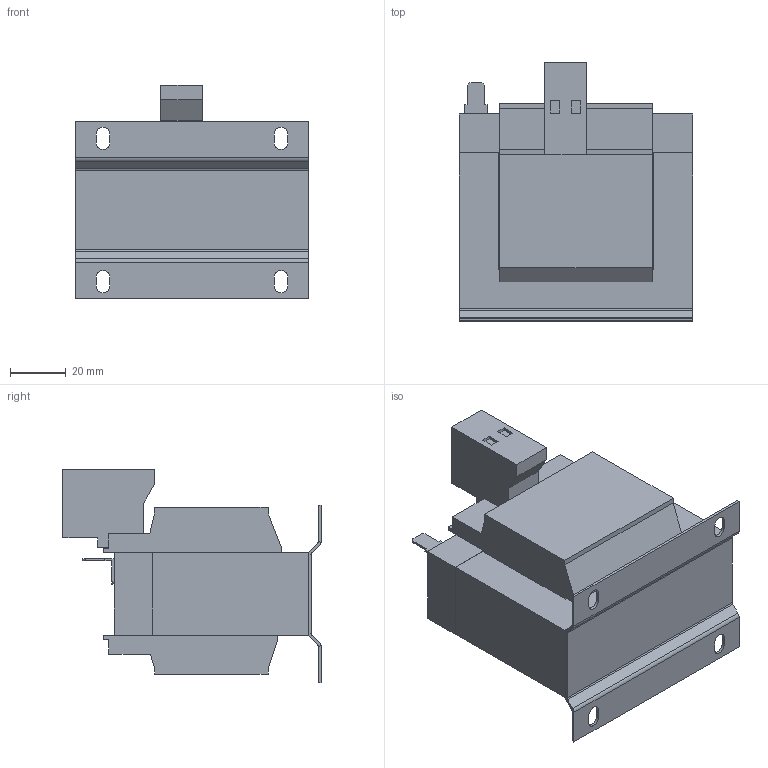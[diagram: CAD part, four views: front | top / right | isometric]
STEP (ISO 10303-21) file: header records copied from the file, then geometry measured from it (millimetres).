
FILE_DESCRIPTION (( 'STEP AP214' ), '1' );
FILE_NAME ('313091.STEP', '2020-11-03T11:37:20', ( '' ), ( '' ), 'SwSTEP 2.0', 'SolidWorks 2018', '' );
FILE_SCHEMA (( 'AUTOMOTIVE_DESIGN' ));
Length unit declared in the file: millimetre
Products named in the file (1): 313091
Bounding box: 84 x 92.9 x 76.95 mm (x, y, z)
Volume: 273238.3 mm3; surface area: 49363.5 mm2
Topology: 1 solids, 1 shells, 167 faces, 434 edges, 272 vertices
Faces by surface type: plane 133, cylinder 34
Entity records: 5058 total; most frequent: CARTESIAN_POINT 874, ORIENTED_EDGE 868, DIRECTION 838, EDGE_CURVE 434, VECTOR 366, LINE 366, VERTEX_POINT 272, AXIS2_PLACEMENT_3D 236
